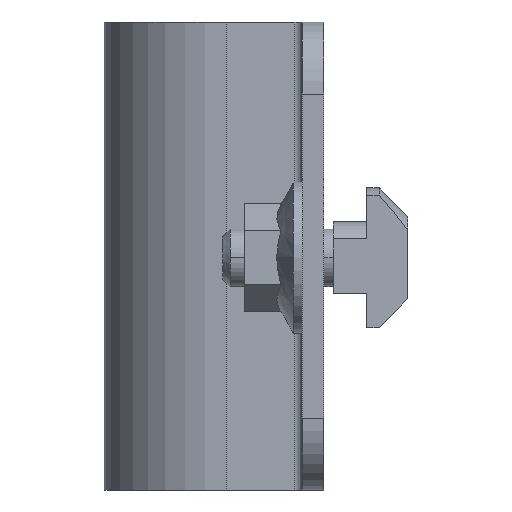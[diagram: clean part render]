
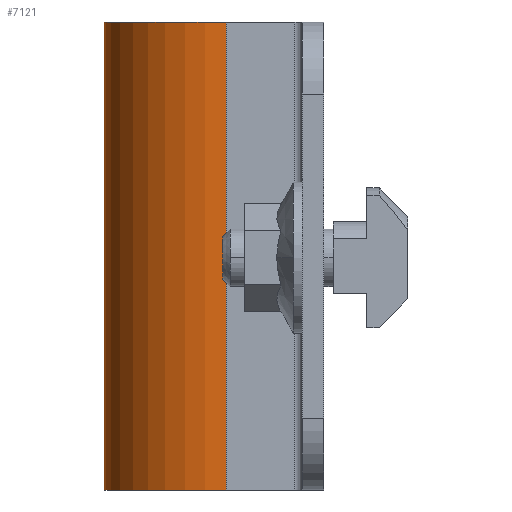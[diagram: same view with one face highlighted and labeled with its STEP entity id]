
A CAD part, left-side view. The second image highlights one B-rep face of the part: STEP entity #7121.
In plain terms, the highlighted cylindrical face has radius 17 mm (diameter 34 mm), a partial arc.
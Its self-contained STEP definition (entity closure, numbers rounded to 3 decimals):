
#5770 = PLANE('',#5771);
#5771 = AXIS2_PLACEMENT_3D('',#5772,#5773,#5774);
#5772 = CARTESIAN_POINT('',(230.288,369.628,
    385.183));
#5773 = DIRECTION('',(0.,0.,1.));
#5774 = DIRECTION('',(0.,-1.,0.));
#5878 = PLANE('',#5879);
#5879 = AXIS2_PLACEMENT_3D('',#5880,#5881,#5882);
#5880 = CARTESIAN_POINT('',(230.288,369.628,
    320.183));
#5881 = DIRECTION('',(0.,0.,1.));
#5882 = DIRECTION('',(0.,-1.,0.));
#5952 = PLANE('',#5953);
#5953 = AXIS2_PLACEMENT_3D('',#5954,#5955,#5956);
#5954 = CARTESIAN_POINT('',(247.288,354.128,
    385.183));
#5955 = DIRECTION('',(1.,0.,0.));
#5956 = DIRECTION('',(0.,0.,-1.));
#6811 = PLANE('',#6812);
#6812 = AXIS2_PLACEMENT_3D('',#6813,#6814,#6815);
#6813 = CARTESIAN_POINT('',(213.288,344.628,
    385.183));
#6814 = DIRECTION('',(-1.,0.,0.));
#6815 = DIRECTION('',(0.,0.,1.));
#6864 = VERTEX_POINT('',#6865);
#6865 = CARTESIAN_POINT('',(247.288,354.128,
    385.183));
#6886 = EDGE_CURVE('',#6887,#6864,#6889,.T.);
#6887 = VERTEX_POINT('',#6888);
#6888 = CARTESIAN_POINT('',(213.288,354.128,
    385.183));
#6889 = SURFACE_CURVE('',#6890,(#6895,#6906),.PCURVE_S1.);
#6890 = CIRCLE('',#6891,17.);
#6891 = AXIS2_PLACEMENT_3D('',#6892,#6893,#6894);
#6892 = CARTESIAN_POINT('',(230.288,354.128,
    385.183));
#6893 = DIRECTION('',(0.,0.,-1.));
#6894 = DIRECTION('',(-1.,0.,0.));
#6895 = PCURVE('',#5770,#6896);
#6896 = DEFINITIONAL_REPRESENTATION('',(#6897),#6905);
#6897 = ( BOUNDED_CURVE() B_SPLINE_CURVE(2,(#6898,#6899,#6900,#6901,
#6902,#6903,#6904),.UNSPECIFIED.,.F.,.F.) B_SPLINE_CURVE_WITH_KNOTS((1,2
    ,2,2,2,1),(-2.094,0.,2.094,4.189,
6.283,8.378),.UNSPECIFIED.) CURVE() 
GEOMETRIC_REPRESENTATION_ITEM() RATIONAL_B_SPLINE_CURVE((1.,0.5,1.,0.5,
1.,0.5,1.)) REPRESENTATION_ITEM('') );
#6898 = CARTESIAN_POINT('',(15.5,-17.));
#6899 = CARTESIAN_POINT('',(-13.945,-17.));
#6900 = CARTESIAN_POINT('',(0.778,8.5));
#6901 = CARTESIAN_POINT('',(15.5,34.));
#6902 = CARTESIAN_POINT('',(30.222,8.5));
#6903 = CARTESIAN_POINT('',(44.945,-17.));
#6904 = CARTESIAN_POINT('',(15.5,-17.));
#6905 = ( GEOMETRIC_REPRESENTATION_CONTEXT(2) 
PARAMETRIC_REPRESENTATION_CONTEXT() REPRESENTATION_CONTEXT('2D SPACE',''
  ) );
#6906 = PCURVE('',#6907,#6912);
#6907 = CYLINDRICAL_SURFACE('',#6908,17.);
#6908 = AXIS2_PLACEMENT_3D('',#6909,#6910,#6911);
#6909 = CARTESIAN_POINT('',(230.288,354.128,
    385.183));
#6910 = DIRECTION('',(0.,0.,-1.));
#6911 = DIRECTION('',(-1.,0.,0.));
#6912 = DEFINITIONAL_REPRESENTATION('',(#6913),#6939);
#6913 = B_SPLINE_CURVE_WITH_KNOTS('',3,(#6914,#6915,#6916,#6917,#6918,
    #6919,#6920,#6921,#6922,#6923,#6924,#6925,#6926,#6927,#6928,#6929,
    #6930,#6931,#6932,#6933,#6934,#6935,#6936,#6937,#6938),
  .UNSPECIFIED.,.F.,.F.,(4,1,1,1,1,1,1,1,1,1,1,1,1,1,1,1,1,1,1,1,1,1,4),
  (0.,0.143,0.286,0.428,0.571,
    0.714,0.857,1.,1.142,
    1.285,1.428,1.571,1.714,
    1.856,1.999,2.142,2.285,
    2.428,2.57,2.713,2.856,
    2.999,3.142),.QUASI_UNIFORM_KNOTS.);
#6914 = CARTESIAN_POINT('',(0.,0.));
#6915 = CARTESIAN_POINT('',(0.048,0.));
#6916 = CARTESIAN_POINT('',(0.143,0.));
#6917 = CARTESIAN_POINT('',(0.286,0.));
#6918 = CARTESIAN_POINT('',(0.428,0.));
#6919 = CARTESIAN_POINT('',(0.571,0.));
#6920 = CARTESIAN_POINT('',(0.714,0.));
#6921 = CARTESIAN_POINT('',(0.857,0.));
#6922 = CARTESIAN_POINT('',(1.,0.));
#6923 = CARTESIAN_POINT('',(1.142,0.));
#6924 = CARTESIAN_POINT('',(1.285,0.));
#6925 = CARTESIAN_POINT('',(1.428,0.));
#6926 = CARTESIAN_POINT('',(1.571,0.));
#6927 = CARTESIAN_POINT('',(1.714,0.));
#6928 = CARTESIAN_POINT('',(1.856,0.));
#6929 = CARTESIAN_POINT('',(1.999,0.));
#6930 = CARTESIAN_POINT('',(2.142,0.));
#6931 = CARTESIAN_POINT('',(2.285,0.));
#6932 = CARTESIAN_POINT('',(2.428,0.));
#6933 = CARTESIAN_POINT('',(2.57,0.));
#6934 = CARTESIAN_POINT('',(2.713,0.));
#6935 = CARTESIAN_POINT('',(2.856,0.));
#6936 = CARTESIAN_POINT('',(2.999,0.));
#6937 = CARTESIAN_POINT('',(3.094,0.));
#6938 = CARTESIAN_POINT('',(3.142,0.));
#6939 = ( GEOMETRIC_REPRESENTATION_CONTEXT(2) 
PARAMETRIC_REPRESENTATION_CONTEXT() REPRESENTATION_CONTEXT('2D SPACE',''
  ) );
#6968 = VERTEX_POINT('',#6969);
#6969 = CARTESIAN_POINT('',(247.288,354.128,
    320.183));
#6990 = EDGE_CURVE('',#6864,#6968,#6991,.T.);
#6991 = SURFACE_CURVE('',#6992,(#6996,#7003),.PCURVE_S1.);
#6992 = LINE('',#6993,#6994);
#6993 = CARTESIAN_POINT('',(247.288,354.128,
    385.183));
#6994 = VECTOR('',#6995,1.);
#6995 = DIRECTION('',(0.,0.,-1.));
#6996 = PCURVE('',#5952,#6997);
#6997 = DEFINITIONAL_REPRESENTATION('',(#6998),#7002);
#6998 = LINE('',#6999,#7000);
#6999 = CARTESIAN_POINT('',(-0.,0.));
#7000 = VECTOR('',#7001,1.);
#7001 = DIRECTION('',(1.,0.));
#7002 = ( GEOMETRIC_REPRESENTATION_CONTEXT(2) 
PARAMETRIC_REPRESENTATION_CONTEXT() REPRESENTATION_CONTEXT('2D SPACE',''
  ) );
#7003 = PCURVE('',#6907,#7004);
#7004 = DEFINITIONAL_REPRESENTATION('',(#7005),#7008);
#7005 = B_SPLINE_CURVE_WITH_KNOTS('',1,(#7006,#7007),.UNSPECIFIED.,.F.,
  .F.,(2,2),(0.,65.),.PIECEWISE_BEZIER_KNOTS.);
#7006 = CARTESIAN_POINT('',(3.142,0.));
#7007 = CARTESIAN_POINT('',(3.142,65.));
#7008 = ( GEOMETRIC_REPRESENTATION_CONTEXT(2) 
PARAMETRIC_REPRESENTATION_CONTEXT() REPRESENTATION_CONTEXT('2D SPACE',''
  ) );
#7029 = VERTEX_POINT('',#7030);
#7030 = CARTESIAN_POINT('',(213.288,354.128,
    320.183));
#7051 = EDGE_CURVE('',#6968,#7029,#7052,.T.);
#7052 = SURFACE_CURVE('',#7053,(#7058,#7065),.PCURVE_S1.);
#7053 = CIRCLE('',#7054,17.);
#7054 = AXIS2_PLACEMENT_3D('',#7055,#7056,#7057);
#7055 = CARTESIAN_POINT('',(230.288,354.128,
    320.183));
#7056 = DIRECTION('',(0.,0.,1.));
#7057 = DIRECTION('',(-1.,0.,0.));
#7058 = PCURVE('',#5878,#7059);
#7059 = DEFINITIONAL_REPRESENTATION('',(#7060),#7064);
#7060 = CIRCLE('',#7061,17.);
#7061 = AXIS2_PLACEMENT_2D('',#7062,#7063);
#7062 = CARTESIAN_POINT('',(15.5,0.));
#7063 = DIRECTION('',(0.,-1.));
#7064 = ( GEOMETRIC_REPRESENTATION_CONTEXT(2) 
PARAMETRIC_REPRESENTATION_CONTEXT() REPRESENTATION_CONTEXT('2D SPACE',''
  ) );
#7065 = PCURVE('',#6907,#7066);
#7066 = DEFINITIONAL_REPRESENTATION('',(#7067),#7093);
#7067 = B_SPLINE_CURVE_WITH_KNOTS('',3,(#7068,#7069,#7070,#7071,#7072,
    #7073,#7074,#7075,#7076,#7077,#7078,#7079,#7080,#7081,#7082,#7083,
    #7084,#7085,#7086,#7087,#7088,#7089,#7090,#7091,#7092),
  .UNSPECIFIED.,.F.,.F.,(4,1,1,1,1,1,1,1,1,1,1,1,1,1,1,1,1,1,1,1,1,1,4),
  (3.142,3.284,3.427,3.57,
    3.713,3.856,3.998,4.141,
    4.284,4.427,4.57,4.712,
    4.855,4.998,5.141,5.284,
    5.426,5.569,5.712,5.855,
    5.998,6.14,6.283),.QUASI_UNIFORM_KNOTS.);
#7068 = CARTESIAN_POINT('',(3.142,65.));
#7069 = CARTESIAN_POINT('',(3.094,65.));
#7070 = CARTESIAN_POINT('',(2.999,65.));
#7071 = CARTESIAN_POINT('',(2.856,65.));
#7072 = CARTESIAN_POINT('',(2.713,65.));
#7073 = CARTESIAN_POINT('',(2.57,65.));
#7074 = CARTESIAN_POINT('',(2.428,65.));
#7075 = CARTESIAN_POINT('',(2.285,65.));
#7076 = CARTESIAN_POINT('',(2.142,65.));
#7077 = CARTESIAN_POINT('',(1.999,65.));
#7078 = CARTESIAN_POINT('',(1.856,65.));
#7079 = CARTESIAN_POINT('',(1.714,65.));
#7080 = CARTESIAN_POINT('',(1.571,65.));
#7081 = CARTESIAN_POINT('',(1.428,65.));
#7082 = CARTESIAN_POINT('',(1.285,65.));
#7083 = CARTESIAN_POINT('',(1.142,65.));
#7084 = CARTESIAN_POINT('',(1.,65.));
#7085 = CARTESIAN_POINT('',(0.857,65.));
#7086 = CARTESIAN_POINT('',(0.714,65.));
#7087 = CARTESIAN_POINT('',(0.571,65.));
#7088 = CARTESIAN_POINT('',(0.428,65.));
#7089 = CARTESIAN_POINT('',(0.286,65.));
#7090 = CARTESIAN_POINT('',(0.143,65.));
#7091 = CARTESIAN_POINT('',(0.048,65.));
#7092 = CARTESIAN_POINT('',(0.,65.));
#7093 = ( GEOMETRIC_REPRESENTATION_CONTEXT(2) 
PARAMETRIC_REPRESENTATION_CONTEXT() REPRESENTATION_CONTEXT('2D SPACE',''
  ) );
#7102 = EDGE_CURVE('',#7029,#6887,#7103,.T.);
#7103 = SURFACE_CURVE('',#7104,(#7108,#7115),.PCURVE_S1.);
#7104 = LINE('',#7105,#7106);
#7105 = CARTESIAN_POINT('',(213.288,354.128,
    320.183));
#7106 = VECTOR('',#7107,1.);
#7107 = DIRECTION('',(0.,0.,1.));
#7108 = PCURVE('',#6811,#7109);
#7109 = DEFINITIONAL_REPRESENTATION('',(#7110),#7114);
#7110 = LINE('',#7111,#7112);
#7111 = CARTESIAN_POINT('',(-65.,9.5));
#7112 = VECTOR('',#7113,1.);
#7113 = DIRECTION('',(1.,0.));
#7114 = ( GEOMETRIC_REPRESENTATION_CONTEXT(2) 
PARAMETRIC_REPRESENTATION_CONTEXT() REPRESENTATION_CONTEXT('2D SPACE',''
  ) );
#7115 = PCURVE('',#6907,#7116);
#7116 = DEFINITIONAL_REPRESENTATION('',(#7117),#7120);
#7117 = B_SPLINE_CURVE_WITH_KNOTS('',1,(#7118,#7119),.UNSPECIFIED.,.F.,
  .F.,(2,2),(0.,65.),.PIECEWISE_BEZIER_KNOTS.);
#7118 = CARTESIAN_POINT('',(0.,65.));
#7119 = CARTESIAN_POINT('',(0.,0.));
#7120 = ( GEOMETRIC_REPRESENTATION_CONTEXT(2) 
PARAMETRIC_REPRESENTATION_CONTEXT() REPRESENTATION_CONTEXT('2D SPACE',''
  ) );
#7121 = ADVANCED_FACE('',(#7122),#6907,.T.);
#7122 = FACE_BOUND('',#7123,.T.);
#7123 = EDGE_LOOP('',(#7124,#7125,#7126,#7127));
#7124 = ORIENTED_EDGE('',*,*,#7051,.T.);
#7125 = ORIENTED_EDGE('',*,*,#7102,.T.);
#7126 = ORIENTED_EDGE('',*,*,#6886,.T.);
#7127 = ORIENTED_EDGE('',*,*,#6990,.T.);
